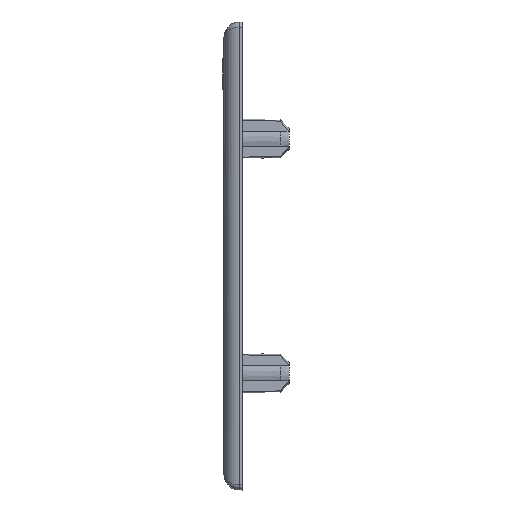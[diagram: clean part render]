
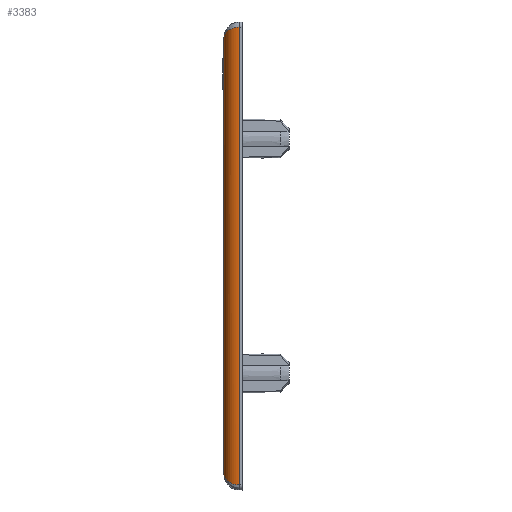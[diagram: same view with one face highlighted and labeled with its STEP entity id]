
A CAD part, left-side view. The second image highlights one B-rep face of the part: STEP entity #3383.
In plain terms, the highlighted cylindrical face has radius 3 mm (diameter 6 mm), a partial arc.
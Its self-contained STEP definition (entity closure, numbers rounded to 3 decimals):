
#1456=CARTESIAN_POINT('',(-44.9,0.5,
43.9));
#1457=CARTESIAN_POINT('',(-44.9,0.698,
43.9));
#1458=CARTESIAN_POINT('',(-44.861,1.099,43.874));
#1459=CARTESIAN_POINT('',(-44.677,1.692,43.751));
#1460=CARTESIAN_POINT('',(-44.364,2.253,43.543));
#1461=CARTESIAN_POINT('',(-43.914,2.759,43.242));
#1462=CARTESIAN_POINT('',(-43.336,3.167,42.858));
#1463=CARTESIAN_POINT('',(-42.638,3.44,42.392));
#1464=CARTESIAN_POINT('',(-42.148,3.5,42.066));
#1465=CARTESIAN_POINT('',(-41.9,3.5,41.9));
#1470=DIRECTION('',(0.,0.,-1.));
#1471=VECTOR('',#1470,83.8);
#1472=CARTESIAN_POINT('',(-41.9,3.5,41.9));
#1473=LINE('',#1472,#1471);
#1576=DIRECTION('',(0.,0.,-1.));
#1577=VECTOR('',#1576,87.8);
#1578=CARTESIAN_POINT('',(-44.9,0.5,
43.9));
#1579=LINE('',#1578,#1577);
#1630=CARTESIAN_POINT('',(-41.9,3.5,-41.9));
#1631=CARTESIAN_POINT('',(-42.148,3.5,
-42.066));
#1632=CARTESIAN_POINT('',(-42.638,3.44,
-42.392));
#1633=CARTESIAN_POINT('',(-43.336,3.168,
-42.857));
#1634=CARTESIAN_POINT('',(-43.913,2.759,
-43.242));
#1635=CARTESIAN_POINT('',(-44.364,2.253,
-43.542));
#1636=CARTESIAN_POINT('',(-44.676,1.693,
-43.751));
#1637=CARTESIAN_POINT('',(-44.861,1.1,
-43.874));
#1638=CARTESIAN_POINT('',(-44.9,0.698,
-43.9));
#1639=CARTESIAN_POINT('',(-44.9,0.5,
-43.9));
#2374=CARTESIAN_POINT('',(-41.9,3.5,41.9));
#2375=CARTESIAN_POINT('',(-41.9,3.5,-41.9));
#2376=VERTEX_POINT('',#2374);
#2377=VERTEX_POINT('',#2375);
#2388=VERTEX_POINT('',#1639);
#2389=VERTEX_POINT('',#1456);
#3370=CARTESIAN_POINT('',(-41.9,0.5,45.194));
#3371=DIRECTION('',(0.,0.,-1.));
#3372=DIRECTION('',(-1.,0.,0.));
#3373=AXIS2_PLACEMENT_3D('',#3370,#3371,#3372);
#3374=CYLINDRICAL_SURFACE('',#3373,3.);
#3375=ORIENTED_EDGE('',*,*,#3326,.F.);
#3376=ORIENTED_EDGE('',*,*,#3301,.F.);
#3378=ORIENTED_EDGE('',*,*,#3377,.T.);
#3380=ORIENTED_EDGE('',*,*,#3379,.F.);
#3381=EDGE_LOOP('',(#3375,#3376,#3378,#3380));
#3382=FACE_OUTER_BOUND('',#3381,.F.);
#1466=B_SPLINE_CURVE_WITH_KNOTS('',3,(#1456,#1457,#1458,#1459,#1460,#1461,#1462,
#1463,#1464,#1465),.UNSPECIFIED.,.F.,.F.,(4,1,1,1,1,1,1,4),(0.,
0.143,0.286,0.429,0.571,
0.714,0.857,1.),.UNSPECIFIED.);
#1640=B_SPLINE_CURVE_WITH_KNOTS('',3,(#1630,#1631,#1632,#1633,#1634,#1635,#1636,
#1637,#1638,#1639),.UNSPECIFIED.,.F.,.F.,(4,1,1,1,1,1,1,4),(0.,
0.143,0.286,0.429,0.571,
0.714,0.857,1.),.UNSPECIFIED.);
#3301=EDGE_CURVE('',#2389,#2376,#1466,.T.);
#3326=EDGE_CURVE('',#2376,#2377,#1473,.T.);
#3377=EDGE_CURVE('',#2389,#2388,#1579,.T.);
#3379=EDGE_CURVE('',#2377,#2388,#1640,.T.);
#3383=ADVANCED_FACE('',(#3382),#3374,.T.);
